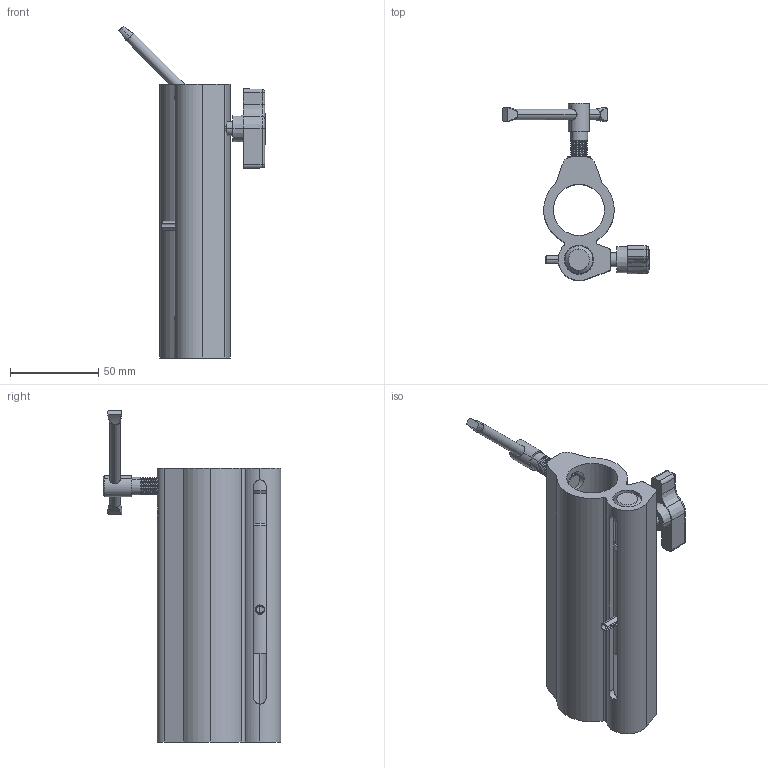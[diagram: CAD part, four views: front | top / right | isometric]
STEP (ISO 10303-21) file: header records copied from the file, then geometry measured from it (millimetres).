
FILE_DESCRIPTION (( 'STEP AP203' ), '1' );
FILE_NAME ('G2060.STEP', '2018-10-01T08:11:04', ( '' ), ( '' ), 'SwSTEP 2.0', 'SolidWorks 2016', '' );
FILE_SCHEMA (( 'CONFIG_CONTROL_DESIGN' ));
Length unit declared in the file: millimetre
Products named in the file (12): TH2045; F629; Doughty Knob_S0116; socket set screw flat point_doughty fastners - stainless_BS 4168-2 - M8 x 8-S; S0541-1; S0541; F772; S0541-2; G2060; TH1535; F628; TH2164
Assembly tree (12 placements, depth 3):
  G2060
    TH1535
      TH2045
    Doughty Knob_S0116
    S0541
      S0541-1
      S0541-2
    TH2164
    F772
    socket set screw flat point_doughty fastners - stainless_BS 4168-2 - M8 x 8-S
    F628
    F629  x2
Bounding box: 82.93 x 100.49 x 188.13 mm (x, y, z)
Volume: 193306.3 mm3; surface area: 70513.1 mm2
Topology: 10 solids, 10 shells, 417 faces, 999 edges, 610 vertices
Faces by surface type: cone 168, cylinder 125, plane 108, torus 16
Entity records: 14437 total; most frequent: CARTESIAN_POINT 3337, DIRECTION 2207, ORIENTED_EDGE 1966, EDGE_CURVE 983, AXIS2_PLACEMENT_3D 852, VERTEX_POINT 600, VECTOR 503, LINE 503
